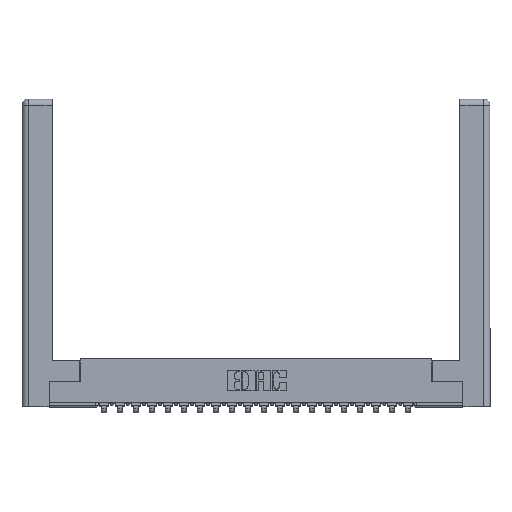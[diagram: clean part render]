
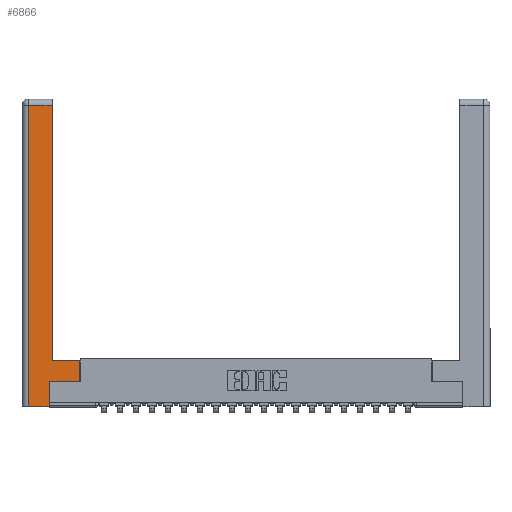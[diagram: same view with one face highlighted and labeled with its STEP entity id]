
A CAD part, top view. The second image highlights one B-rep face of the part: STEP entity #6866.
In plain terms, the highlighted planar face has unit normal (0, 0, 1).
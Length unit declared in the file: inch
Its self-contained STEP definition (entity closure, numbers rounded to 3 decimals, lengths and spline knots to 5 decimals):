
#44 = VECTOR ( 'NONE', #8643, 39.37008 ) ;
#245 = VECTOR ( 'NONE', #9071, 39.37008 ) ;
#565 = CARTESIAN_POINT ( 'NONE',  ( 0.565, 0.245, 0. ) ) ;
#743 = CARTESIAN_POINT ( 'NONE',  ( 0.295, 2.94, 0. ) ) ;
#1052 = VERTEX_POINT ( 'NONE', #4231 ) ;
#1187 = VERTEX_POINT ( 'NONE', #22899 ) ;
#1330 = ORIENTED_EDGE ( 'NONE', *, *, #22872, .T. ) ;
#1541 = CARTESIAN_POINT ( 'NONE',  ( 0.0615, 0., 0. ) ) ;
#1561 = DIRECTION ( 'NONE',  ( -1., 0., 0. ) ) ;
#1627 = VERTEX_POINT ( 'NONE', #21072 ) ;
#2164 = LINE ( 'NONE', #14686, #6278 ) ;
#2195 = VERTEX_POINT ( 'NONE', #16690 ) ;
#2459 = EDGE_CURVE ( 'NONE', #1052, #1187, #3382, .T. ) ;
#3382 = LINE ( 'NONE', #1541, #44 ) ;
#3599 = CARTESIAN_POINT ( 'NONE',  ( 0., 0., 0. ) ) ;
#3720 = CARTESIAN_POINT ( 'NONE',  ( 0.265, 0., 0. ) ) ;
#3826 = VECTOR ( 'NONE', #21361, 39.37008 ) ;
#4231 = CARTESIAN_POINT ( 'NONE',  ( 0.0615, 2.94, 0. ) ) ;
#4449 = ORIENTED_EDGE ( 'NONE', *, *, #22504, .T. ) ;
#5469 = DIRECTION ( 'NONE',  ( -1., 0., 0. ) ) ;
#5595 = CARTESIAN_POINT ( 'NONE',  ( 0.265, 0.245, 0. ) ) ;
#5772 = DIRECTION ( 'NONE',  ( 1., 0., 0. ) ) ;
#6159 = ORIENTED_EDGE ( 'NONE', *, *, #21968, .T. ) ;
#6278 = VECTOR ( 'NONE', #9361, 39.37008 ) ;
#6866 = ADVANCED_FACE ( 'NONE', ( #12586 ), #19764, .F. ) ;
#8148 = EDGE_CURVE ( 'NONE', #1187, #18798, #11052, .T. ) ;
#8643 = DIRECTION ( 'NONE',  ( 0., -1., 0. ) ) ;
#9071 = DIRECTION ( 'NONE',  ( 0., 1., 0. ) ) ;
#9149 = VERTEX_POINT ( 'NONE', #22583 ) ;
#9192 = EDGE_CURVE ( 'NONE', #9149, #11530, #10753, .T. ) ;
#9361 = DIRECTION ( 'NONE',  ( -1., 0., 0. ) ) ;
#10442 = LINE ( 'NONE', #14455, #14576 ) ;
#10753 = LINE ( 'NONE', #14310, #3826 ) ;
#10816 = DIRECTION ( 'NONE',  ( 0., 0., -1. ) ) ;
#10941 = DIRECTION ( 'NONE',  ( 1., 0., 0. ) ) ;
#11052 = LINE ( 'NONE', #3720, #21882 ) ;
#11078 = CARTESIAN_POINT ( 'NONE',  ( 0.565, 0.45, 0. ) ) ;
#11349 = ORIENTED_EDGE ( 'NONE', *, *, #8148, .T. ) ;
#11367 = VERTEX_POINT ( 'NONE', #5595 ) ;
#11530 = VERTEX_POINT ( 'NONE', #743 ) ;
#11902 = VECTOR ( 'NONE', #14534, 39.37008 ) ;
#12300 = ORIENTED_EDGE ( 'NONE', *, *, #22135, .T. ) ;
#12586 = FACE_OUTER_BOUND ( 'NONE', #22083, .T. ) ;
#12811 = AXIS2_PLACEMENT_3D ( 'NONE', #3599, #10816, #5469 ) ;
#13519 = ORIENTED_EDGE ( 'NONE', *, *, #2459, .T. ) ;
#13971 = ORIENTED_EDGE ( 'NONE', *, *, #21271, .T. ) ;
#14310 = CARTESIAN_POINT ( 'NONE',  ( 0.295, 3., 0. ) ) ;
#14455 = CARTESIAN_POINT ( 'NONE',  ( 0.295, 0.45, 0. ) ) ;
#14534 = DIRECTION ( 'NONE',  ( 0., 1., 0. ) ) ;
#14576 = VECTOR ( 'NONE', #1561, 39.37008 ) ;
#14686 = CARTESIAN_POINT ( 'NONE',  ( 0.0615, 2.94, 0. ) ) ;
#16019 = ORIENTED_EDGE ( 'NONE', *, *, #9192, .T. ) ;
#16690 = CARTESIAN_POINT ( 'NONE',  ( 0.565, 0.245, 0. ) ) ;
#16744 = LINE ( 'NONE', #11078, #245 ) ;
#18187 = CARTESIAN_POINT ( 'NONE',  ( 0.265, 0.245, 0. ) ) ;
#18743 = VECTOR ( 'NONE', #5772, 39.37008 ) ;
#18798 = VERTEX_POINT ( 'NONE', #22305 ) ;
#19764 = PLANE ( 'NONE',  #12811 ) ;
#21072 = CARTESIAN_POINT ( 'NONE',  ( 0.565, 0.45, 0. ) ) ;
#21271 = EDGE_CURVE ( 'NONE', #18798, #11367, #21829, .T. ) ;
#21361 = DIRECTION ( 'NONE',  ( 0., 1., 0. ) ) ;
#21829 = LINE ( 'NONE', #18187, #11902 ) ;
#21882 = VECTOR ( 'NONE', #10941, 39.37008 ) ;
#21955 = LINE ( 'NONE', #565, #18743 ) ;
#21968 = EDGE_CURVE ( 'NONE', #1627, #9149, #10442, .T. ) ;
#22083 = EDGE_LOOP ( 'NONE', ( #16019, #12300, #13519, #11349, #13971, #4449, #1330, #6159 ) ) ;
#22135 = EDGE_CURVE ( 'NONE', #11530, #1052, #2164, .T. ) ;
#22305 = CARTESIAN_POINT ( 'NONE',  ( 0.265, 0., 0. ) ) ;
#22504 = EDGE_CURVE ( 'NONE', #11367, #2195, #21955, .T. ) ;
#22583 = CARTESIAN_POINT ( 'NONE',  ( 0.295, 0.45, 0. ) ) ;
#22872 = EDGE_CURVE ( 'NONE', #2195, #1627, #16744, .T. ) ;
#22899 = CARTESIAN_POINT ( 'NONE',  ( 0.0615, 0., 0. ) ) ;
